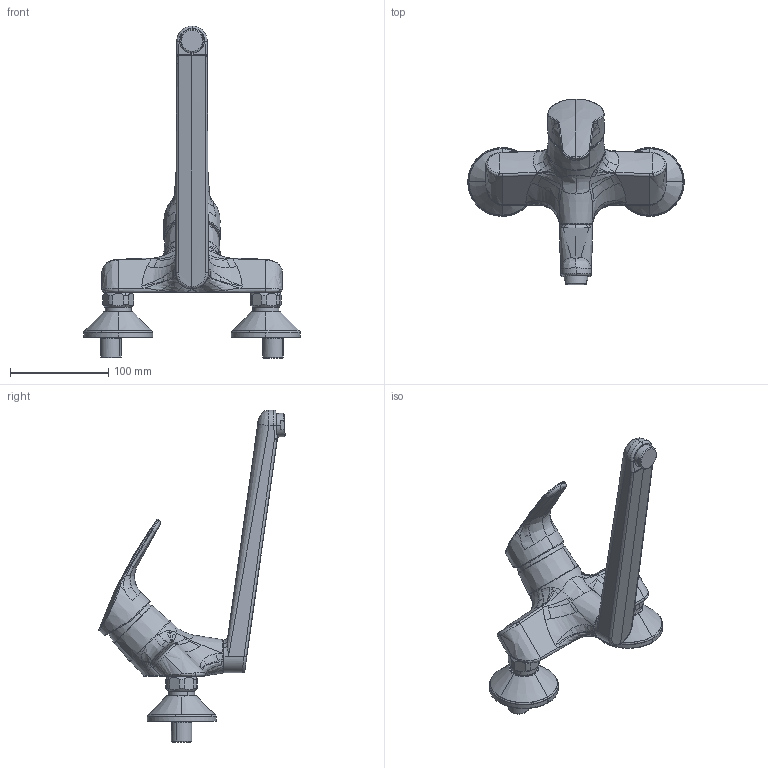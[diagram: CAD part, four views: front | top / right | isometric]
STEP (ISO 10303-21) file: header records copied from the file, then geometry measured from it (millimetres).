
FILE_DESCRIPTION (( 'STEP AP203' ), '1' );
FILE_NAME ('01692183.STEP', '2018-02-22T07:06:50', ( '' ), ( '' ), 'SwSTEP 2.0', 'SolidWorks 2016', '' );
FILE_SCHEMA (( 'CONFIG_CONTROL_DESIGN' ));
Products named in the file (1): 01692183
Bounding box: 220 x 189.41 x 337.62 mm (x, y, z)
Volume: 709569.8 mm3; surface area: 110906.8 mm2
Topology: 1 solids, 3 shells, 504 faces, 1235 edges, 746 vertices
Faces by surface type: bspline 264, cylinder 104, plane 74, cone 32, torus 18, sphere 12
Entity records: 42259 total; most frequent: CARTESIAN_POINT 32528, ORIENTED_EDGE 2450, DIRECTION 1268, EDGE_CURVE 1225, VERTEX_POINT 746, B_SPLINE_CURVE_WITH_KNOTS 704, AXIS2_PLACEMENT_3D 534, EDGE_LOOP 523
